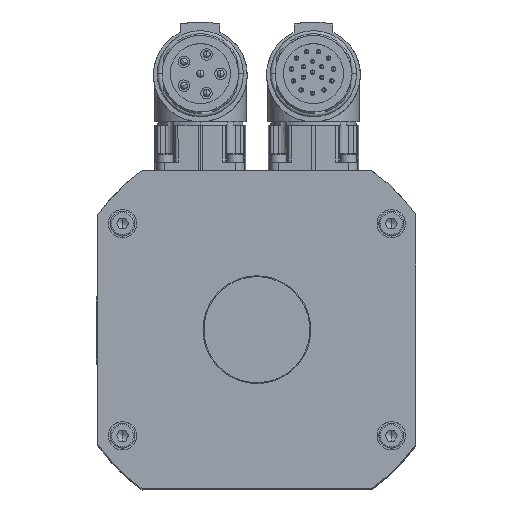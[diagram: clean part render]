
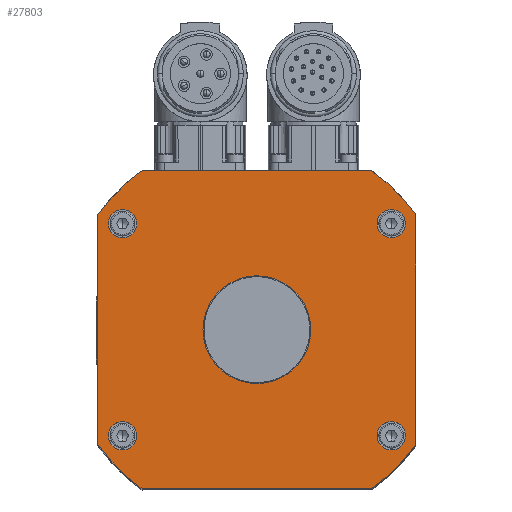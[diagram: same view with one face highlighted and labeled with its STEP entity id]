
A CAD part, top view. The second image highlights one B-rep face of the part: STEP entity #27803.
In plain terms, the highlighted planar face has unit normal (0, 0, 1).
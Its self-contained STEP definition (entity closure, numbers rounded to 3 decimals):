
#10600=CARTESIAN_POINT('',(-34.,-30.,186.));
#10601=VERTEX_POINT('',#10600);
#10617=CARTESIAN_POINT('',(-42.,-30.,186.));
#10618=VERTEX_POINT('',#10617);
#10625=CARTESIAN_POINT('',(-38.,-30.,186.));
#10626=DIRECTION('',(0.0,0.0,-1.0));
#10627=DIRECTION('',(1.0,0.0,0.0));
#10628=AXIS2_PLACEMENT_3D('',#10625,#10626,#10627);
#10629=CIRCLE('',#10628,4.0);
#10630=EDGE_CURVE('',#10601,#10618,#10629,.T.);
#10663=CARTESIAN_POINT('',(42.,30.,186.));
#10664=VERTEX_POINT('',#10663);
#10680=CARTESIAN_POINT('',(34.,30.,186.));
#10681=VERTEX_POINT('',#10680);
#10688=CARTESIAN_POINT('',(38.,30.,186.));
#10689=DIRECTION('',(0.0,0.0,-1.0));
#10690=DIRECTION('',(1.0,0.0,0.0));
#10691=AXIS2_PLACEMENT_3D('',#10688,#10689,#10690);
#10692=CIRCLE('',#10691,4.0);
#10693=EDGE_CURVE('',#10664,#10681,#10692,.T.);
#10726=CARTESIAN_POINT('',(-34.,30.,186.));
#10727=VERTEX_POINT('',#10726);
#10743=CARTESIAN_POINT('',(-42.,30.,186.));
#10744=VERTEX_POINT('',#10743);
#10751=CARTESIAN_POINT('',(-38.,30.,186.));
#10752=DIRECTION('',(0.0,0.0,-1.0));
#10753=DIRECTION('',(1.0,0.0,0.0));
#10754=AXIS2_PLACEMENT_3D('',#10751,#10752,#10753);
#10755=CIRCLE('',#10754,4.0);
#10756=EDGE_CURVE('',#10727,#10744,#10755,.T.);
#10789=CARTESIAN_POINT('',(42.,-30.,186.));
#10790=VERTEX_POINT('',#10789);
#10806=CARTESIAN_POINT('',(34.,-30.,186.));
#10807=VERTEX_POINT('',#10806);
#10814=CARTESIAN_POINT('',(38.,-30.,186.));
#10815=DIRECTION('',(0.0,0.0,-1.0));
#10816=DIRECTION('',(1.0,0.0,0.0));
#10817=AXIS2_PLACEMENT_3D('',#10814,#10815,#10816);
#10818=CIRCLE('',#10817,4.0);
#10819=EDGE_CURVE('',#10790,#10807,#10818,.T.);
#10831=CARTESIAN_POINT('',(-15.25,0.,186.));
#10832=VERTEX_POINT('',#10831);
#10848=CARTESIAN_POINT('',(15.25,0.,186.));
#10849=VERTEX_POINT('',#10848);
#10856=CARTESIAN_POINT('',(0.,0.,186.));
#10857=DIRECTION('',(0.0,0.0,-1.0));
#10858=DIRECTION('',(-1.0,0.0,0.0));
#10859=AXIS2_PLACEMENT_3D('',#10856,#10857,#10858);
#10860=CIRCLE('',#10859,15.25);
#10861=EDGE_CURVE('',#10832,#10849,#10860,.T.);
#27678=CARTESIAN_POINT('',(0.,0.,186.));
#27679=DIRECTION('',(0.0,0.0,-1.0));
#27680=DIRECTION('',(-1.0,0.0,0.0));
#27681=AXIS2_PLACEMENT_3D('',#27678,#27679,#27680);
#27682=PLANE('',#27681);
#27683=CARTESIAN_POINT('',(-32.485,45.,186.));
#27684=VERTEX_POINT('',#27683);
#27685=CARTESIAN_POINT('',(-45.,32.485,186.));
#27686=VERTEX_POINT('',#27685);
#27687=CARTESIAN_POINT('',(0.,0.,186.));
#27688=DIRECTION('',(0.,0.,1.0));
#27689=DIRECTION('',(0.811,-0.585,0.));
#27690=AXIS2_PLACEMENT_3D('',#27687,#27688,#27689);
#27691=CIRCLE('',#27690,55.5);
#27692=EDGE_CURVE('',#27684,#27686,#27691,.T.);
#27693=ORIENTED_EDGE('',*,*,#27692,.T.);
#27694=CARTESIAN_POINT('',(-45.,-32.485,186.));
#27695=VERTEX_POINT('',#27694);
#27696=CARTESIAN_POINT('',(-45.,32.485,186.));
#27697=DIRECTION('',(0.0,-1.0,0.0));
#27698=VECTOR('',#27697,64.969);
#27699=LINE('',#27696,#27698);
#27700=EDGE_CURVE('',#27686,#27695,#27699,.T.);
#27701=ORIENTED_EDGE('',*,*,#27700,.T.);
#27702=CARTESIAN_POINT('',(-32.485,-45.,186.));
#27703=VERTEX_POINT('',#27702);
#27704=CARTESIAN_POINT('',(0.,0.,186.));
#27705=DIRECTION('',(0.,0.,1.));
#27706=DIRECTION('',(0.585,0.811,0.));
#27707=AXIS2_PLACEMENT_3D('',#27704,#27705,#27706);
#27708=CIRCLE('',#27707,55.5);
#27709=EDGE_CURVE('',#27695,#27703,#27708,.T.);
#27710=ORIENTED_EDGE('',*,*,#27709,.T.);
#27711=CARTESIAN_POINT('',(32.485,-45.,186.));
#27712=VERTEX_POINT('',#27711);
#27713=CARTESIAN_POINT('',(-32.485,-45.,186.));
#27714=DIRECTION('',(1.0,0.0,0.0));
#27715=VECTOR('',#27714,64.969);
#27716=LINE('',#27713,#27715);
#27717=EDGE_CURVE('',#27703,#27712,#27716,.T.);
#27718=ORIENTED_EDGE('',*,*,#27717,.T.);
#27719=CARTESIAN_POINT('',(45.,-32.485,186.));
#27720=VERTEX_POINT('',#27719);
#27721=CARTESIAN_POINT('',(0.,0.,186.));
#27722=DIRECTION('',(0.,0.,1.0));
#27723=DIRECTION('',(-0.811,0.585,0.));
#27724=AXIS2_PLACEMENT_3D('',#27721,#27722,#27723);
#27725=CIRCLE('',#27724,55.5);
#27726=EDGE_CURVE('',#27712,#27720,#27725,.T.);
#27727=ORIENTED_EDGE('',*,*,#27726,.T.);
#27728=CARTESIAN_POINT('',(45.,32.485,186.));
#27729=VERTEX_POINT('',#27728);
#27730=CARTESIAN_POINT('',(45.,-32.485,186.));
#27731=DIRECTION('',(0.0,1.0,0.0));
#27732=VECTOR('',#27731,64.969);
#27733=LINE('',#27730,#27732);
#27734=EDGE_CURVE('',#27720,#27729,#27733,.T.);
#27735=ORIENTED_EDGE('',*,*,#27734,.T.);
#27736=CARTESIAN_POINT('',(32.485,45.,186.));
#27737=VERTEX_POINT('',#27736);
#27738=CARTESIAN_POINT('',(0.,0.,186.));
#27739=DIRECTION('',(0.,0.,1.0));
#27740=DIRECTION('',(-0.585,-0.811,0.));
#27741=AXIS2_PLACEMENT_3D('',#27738,#27739,#27740);
#27742=CIRCLE('',#27741,55.5);
#27743=EDGE_CURVE('',#27729,#27737,#27742,.T.);
#27744=ORIENTED_EDGE('',*,*,#27743,.T.);
#27745=CARTESIAN_POINT('',(32.485,45.,186.));
#27746=DIRECTION('',(-1.0,0.0,0.0));
#27747=VECTOR('',#27746,64.969);
#27748=LINE('',#27745,#27747);
#27749=EDGE_CURVE('',#27737,#27684,#27748,.T.);
#27750=ORIENTED_EDGE('',*,*,#27749,.T.);
#27751=EDGE_LOOP('',(#27693,#27701,#27710,#27718,#27727,#27735,#27744,#27750));
#27752=FACE_OUTER_BOUND('',#27751,.T.);
#27753=ORIENTED_EDGE('',*,*,#10630,.T.);
#27754=CARTESIAN_POINT('',(-38.,-30.,186.));
#27755=DIRECTION('',(0.0,0.0,-1.0));
#27756=DIRECTION('',(1.0,0.0,0.0));
#27757=AXIS2_PLACEMENT_3D('',#27754,#27755,#27756);
#27758=CIRCLE('',#27757,4.0);
#27759=EDGE_CURVE('',#10618,#10601,#27758,.T.);
#27760=ORIENTED_EDGE('',*,*,#27759,.T.);
#27761=EDGE_LOOP('',(#27753,#27760));
#27762=FACE_BOUND('',#27761,.T.);
#27763=ORIENTED_EDGE('',*,*,#10693,.T.);
#27764=CARTESIAN_POINT('',(38.,30.,186.));
#27765=DIRECTION('',(0.0,0.0,-1.0));
#27766=DIRECTION('',(1.0,0.0,0.0));
#27767=AXIS2_PLACEMENT_3D('',#27764,#27765,#27766);
#27768=CIRCLE('',#27767,4.0);
#27769=EDGE_CURVE('',#10681,#10664,#27768,.T.);
#27770=ORIENTED_EDGE('',*,*,#27769,.T.);
#27771=EDGE_LOOP('',(#27763,#27770));
#27772=FACE_BOUND('',#27771,.T.);
#27773=ORIENTED_EDGE('',*,*,#10756,.T.);
#27774=CARTESIAN_POINT('',(-38.,30.,186.));
#27775=DIRECTION('',(0.0,0.0,-1.0));
#27776=DIRECTION('',(1.0,0.0,0.0));
#27777=AXIS2_PLACEMENT_3D('',#27774,#27775,#27776);
#27778=CIRCLE('',#27777,4.0);
#27779=EDGE_CURVE('',#10744,#10727,#27778,.T.);
#27780=ORIENTED_EDGE('',*,*,#27779,.T.);
#27781=EDGE_LOOP('',(#27773,#27780));
#27782=FACE_BOUND('',#27781,.T.);
#27783=ORIENTED_EDGE('',*,*,#10819,.T.);
#27784=CARTESIAN_POINT('',(38.,-30.,186.));
#27785=DIRECTION('',(0.0,0.0,-1.0));
#27786=DIRECTION('',(1.0,0.0,0.0));
#27787=AXIS2_PLACEMENT_3D('',#27784,#27785,#27786);
#27788=CIRCLE('',#27787,4.0);
#27789=EDGE_CURVE('',#10807,#10790,#27788,.T.);
#27790=ORIENTED_EDGE('',*,*,#27789,.T.);
#27791=EDGE_LOOP('',(#27783,#27790));
#27792=FACE_BOUND('',#27791,.T.);
#27793=CARTESIAN_POINT('',(0.,0.,186.));
#27794=DIRECTION('',(0.0,0.0,-1.0));
#27795=DIRECTION('',(-1.0,0.0,0.0));
#27796=AXIS2_PLACEMENT_3D('',#27793,#27794,#27795);
#27797=CIRCLE('',#27796,15.25);
#27798=EDGE_CURVE('',#10849,#10832,#27797,.T.);
#27799=ORIENTED_EDGE('',*,*,#27798,.T.);
#27800=ORIENTED_EDGE('',*,*,#10861,.T.);
#27801=EDGE_LOOP('',(#27799,#27800));
#27802=FACE_BOUND('',#27801,.T.);
#27803=ADVANCED_FACE('',(#27752,#27762,#27772,#27782,#27792,#27802),#27682,.F.);
